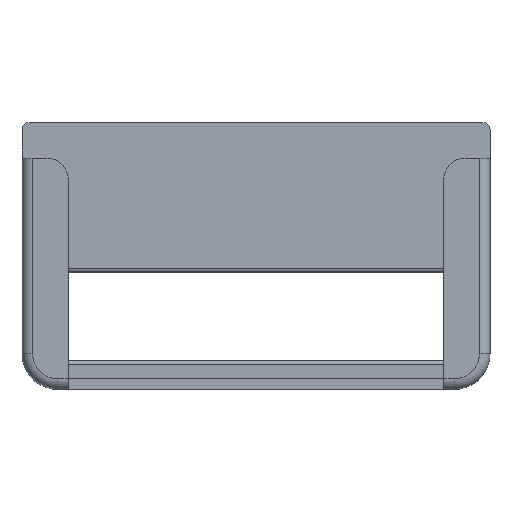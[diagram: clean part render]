
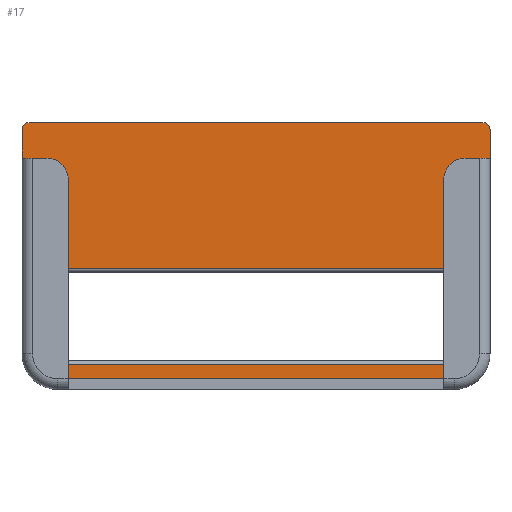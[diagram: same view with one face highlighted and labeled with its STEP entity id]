
A CAD part, front view. The second image highlights one B-rep face of the part: STEP entity #17.
In plain terms, the highlighted planar face has unit normal (0, -1, 0).
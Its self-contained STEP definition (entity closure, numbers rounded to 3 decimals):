
#17 = ADVANCED_FACE('',(#18,#88),#190,.T.);
#18 = FACE_BOUND('',#19,.T.);
#19 = EDGE_LOOP('',(#20,#31,#39,#48,#56,#65,#73,#82));
#20 = ORIENTED_EDGE('',*,*,#21,.T.);
#21 = EDGE_CURVE('',#22,#24,#26,.T.);
#22 = VERTEX_POINT('',#23);
#23 = CARTESIAN_POINT('',(115.5,0.,31.));
#24 = VERTEX_POINT('',#25);
#25 = CARTESIAN_POINT('',(121.5,0.,25.));
#26 = CIRCLE('',#27,6.);
#27 = AXIS2_PLACEMENT_3D('',#28,#29,#30);
#28 = CARTESIAN_POINT('',(115.5,0.,25.));
#29 = DIRECTION('',(0.,1.,0.));
#30 = DIRECTION('',(0.,0.,1.));
#31 = ORIENTED_EDGE('',*,*,#32,.T.);
#32 = EDGE_CURVE('',#24,#33,#35,.T.);
#33 = VERTEX_POINT('',#34);
#34 = CARTESIAN_POINT('',(121.5,0.,10.));
#35 = LINE('',#36,#37);
#36 = CARTESIAN_POINT('',(121.5,0.,25.));
#37 = VECTOR('',#38,1.);
#38 = DIRECTION('',(0.,0.,-1.));
#39 = ORIENTED_EDGE('',*,*,#40,.T.);
#40 = EDGE_CURVE('',#33,#41,#43,.T.);
#41 = VERTEX_POINT('',#42);
#42 = CARTESIAN_POINT('',(115.5,0.,4.));
#43 = CIRCLE('',#44,6.);
#44 = AXIS2_PLACEMENT_3D('',#45,#46,#47);
#45 = CARTESIAN_POINT('',(115.5,0.,10.));
#46 = DIRECTION('',(0.,1.,0.));
#47 = DIRECTION('',(1.,0.,0.));
#48 = ORIENTED_EDGE('',*,*,#49,.T.);
#49 = EDGE_CURVE('',#41,#50,#52,.T.);
#50 = VERTEX_POINT('',#51);
#51 = CARTESIAN_POINT('',(10.,0.,4.));
#52 = LINE('',#53,#54);
#53 = CARTESIAN_POINT('',(115.5,0.,4.));
#54 = VECTOR('',#55,1.);
#55 = DIRECTION('',(-1.,-0.,0.));
#56 = ORIENTED_EDGE('',*,*,#57,.T.);
#57 = EDGE_CURVE('',#50,#58,#60,.T.);
#58 = VERTEX_POINT('',#59);
#59 = CARTESIAN_POINT('',(4.,0.,10.));
#60 = CIRCLE('',#61,6.);
#61 = AXIS2_PLACEMENT_3D('',#62,#63,#64);
#62 = CARTESIAN_POINT('',(10.,0.,10.));
#63 = DIRECTION('',(0.,1.,0.));
#64 = DIRECTION('',(0.,0.,-1.));
#65 = ORIENTED_EDGE('',*,*,#66,.T.);
#66 = EDGE_CURVE('',#58,#67,#69,.T.);
#67 = VERTEX_POINT('',#68);
#68 = CARTESIAN_POINT('',(4.,0.,25.));
#69 = LINE('',#70,#71);
#70 = CARTESIAN_POINT('',(4.,0.,10.));
#71 = VECTOR('',#72,1.);
#72 = DIRECTION('',(0.,0.,1.));
#73 = ORIENTED_EDGE('',*,*,#74,.T.);
#74 = EDGE_CURVE('',#67,#75,#77,.T.);
#75 = VERTEX_POINT('',#76);
#76 = CARTESIAN_POINT('',(10.,0.,31.));
#77 = CIRCLE('',#78,6.);
#78 = AXIS2_PLACEMENT_3D('',#79,#80,#81);
#79 = CARTESIAN_POINT('',(10.,0.,25.));
#80 = DIRECTION('',(0.,1.,0.));
#81 = DIRECTION('',(-1.,0.,0.));
#82 = ORIENTED_EDGE('',*,*,#83,.T.);
#83 = EDGE_CURVE('',#75,#22,#84,.T.);
#84 = LINE('',#85,#86);
#85 = CARTESIAN_POINT('',(10.,0.,31.));
#86 = VECTOR('',#87,1.);
#87 = DIRECTION('',(1.,0.,0.));
#88 = FACE_BOUND('',#89,.T.);
#89 = EDGE_LOOP('',(#90,#100,#108,#116,#125,#133,#142,#150,#158,#166,
    #175,#183));
#90 = ORIENTED_EDGE('',*,*,#91,.F.);
#91 = EDGE_CURVE('',#92,#94,#96,.T.);
#92 = VERTEX_POINT('',#93);
#93 = CARTESIAN_POINT('',(-3.,0.,62.));
#94 = VERTEX_POINT('',#95);
#95 = CARTESIAN_POINT('',(-3.,0.,70.));
#96 = LINE('',#97,#98);
#97 = CARTESIAN_POINT('',(-3.,0.,49.355));
#98 = VECTOR('',#99,1.);
#99 = DIRECTION('',(0.,0.,1.));
#100 = ORIENTED_EDGE('',*,*,#101,.T.);
#101 = EDGE_CURVE('',#92,#102,#104,.T.);
#102 = VERTEX_POINT('',#103);
#103 = CARTESIAN_POINT('',(0.,0.,62.));
#104 = LINE('',#105,#106);
#105 = CARTESIAN_POINT('',(-3.,0.,62.));
#106 = VECTOR('',#107,1.);
#107 = DIRECTION('',(1.,0.,0.));
#108 = ORIENTED_EDGE('',*,*,#109,.T.);
#109 = EDGE_CURVE('',#102,#110,#112,.T.);
#110 = VERTEX_POINT('',#111);
#111 = CARTESIAN_POINT('',(0.,0.,7.));
#112 = LINE('',#113,#114);
#113 = CARTESIAN_POINT('',(0.,0.,62.));
#114 = VECTOR('',#115,1.);
#115 = DIRECTION('',(0.,0.,-1.));
#116 = ORIENTED_EDGE('',*,*,#117,.T.);
#117 = EDGE_CURVE('',#110,#118,#120,.T.);
#118 = VERTEX_POINT('',#119);
#119 = CARTESIAN_POINT('',(7.,0.,0.));
#120 = CIRCLE('',#121,7.);
#121 = AXIS2_PLACEMENT_3D('',#122,#123,#124);
#122 = CARTESIAN_POINT('',(7.,0.,7.));
#123 = DIRECTION('',(0.,-1.,0.));
#124 = DIRECTION('',(1.,0.,0.));
#125 = ORIENTED_EDGE('',*,*,#126,.T.);
#126 = EDGE_CURVE('',#118,#127,#129,.T.);
#127 = VERTEX_POINT('',#128);
#128 = CARTESIAN_POINT('',(118.5,0.,0.));
#129 = LINE('',#130,#131);
#130 = CARTESIAN_POINT('',(7.,0.,0.));
#131 = VECTOR('',#132,1.);
#132 = DIRECTION('',(1.,0.,0.));
#133 = ORIENTED_EDGE('',*,*,#134,.T.);
#134 = EDGE_CURVE('',#127,#135,#137,.T.);
#135 = VERTEX_POINT('',#136);
#136 = CARTESIAN_POINT('',(125.5,0.,7.));
#137 = CIRCLE('',#138,7.);
#138 = AXIS2_PLACEMENT_3D('',#139,#140,#141);
#139 = CARTESIAN_POINT('',(118.5,0.,7.));
#140 = DIRECTION('',(0.,-1.,0.));
#141 = DIRECTION('',(1.,0.,0.));
#142 = ORIENTED_EDGE('',*,*,#143,.T.);
#143 = EDGE_CURVE('',#135,#144,#146,.T.);
#144 = VERTEX_POINT('',#145);
#145 = CARTESIAN_POINT('',(125.5,0.,62.));
#146 = LINE('',#147,#148);
#147 = CARTESIAN_POINT('',(125.5,0.,7.));
#148 = VECTOR('',#149,1.);
#149 = DIRECTION('',(0.,0.,1.));
#150 = ORIENTED_EDGE('',*,*,#151,.T.);
#151 = EDGE_CURVE('',#144,#152,#154,.T.);
#152 = VERTEX_POINT('',#153);
#153 = CARTESIAN_POINT('',(128.5,0.,62.));
#154 = LINE('',#155,#156);
#155 = CARTESIAN_POINT('',(-3.,0.,62.));
#156 = VECTOR('',#157,1.);
#157 = DIRECTION('',(1.,0.,0.));
#158 = ORIENTED_EDGE('',*,*,#159,.F.);
#159 = EDGE_CURVE('',#160,#152,#162,.T.);
#160 = VERTEX_POINT('',#161);
#161 = CARTESIAN_POINT('',(128.5,0.,70.));
#162 = LINE('',#163,#164);
#163 = CARTESIAN_POINT('',(128.5,0.,54.355));
#164 = VECTOR('',#165,1.);
#165 = DIRECTION('',(0.,0.,-1.));
#166 = ORIENTED_EDGE('',*,*,#167,.T.);
#167 = EDGE_CURVE('',#160,#168,#170,.T.);
#168 = VERTEX_POINT('',#169);
#169 = CARTESIAN_POINT('',(126.5,0.,72.));
#170 = CIRCLE('',#171,2.);
#171 = AXIS2_PLACEMENT_3D('',#172,#173,#174);
#172 = CARTESIAN_POINT('',(126.5,0.,70.));
#173 = DIRECTION('',(0.,-1.,0.));
#174 = DIRECTION('',(0.,0.,-1.));
#175 = ORIENTED_EDGE('',*,*,#176,.F.);
#176 = EDGE_CURVE('',#177,#168,#179,.T.);
#177 = VERTEX_POINT('',#178);
#178 = CARTESIAN_POINT('',(-1.,0.,72.));
#179 = LINE('',#180,#181);
#180 = CARTESIAN_POINT('',(29.875,0.,72.));
#181 = VECTOR('',#182,1.);
#182 = DIRECTION('',(1.,0.,0.));
#183 = ORIENTED_EDGE('',*,*,#184,.T.);
#184 = EDGE_CURVE('',#177,#94,#185,.T.);
#185 = CIRCLE('',#186,2.);
#186 = AXIS2_PLACEMENT_3D('',#187,#188,#189);
#187 = CARTESIAN_POINT('',(-1.,0.,70.));
#188 = DIRECTION('',(0.,-1.,0.));
#189 = DIRECTION('',(0.,0.,-1.));
#190 = PLANE('',#191);
#191 = AXIS2_PLACEMENT_3D('',#192,#193,#194);
#192 = CARTESIAN_POINT('',(62.75,0.,37.512));
#193 = DIRECTION('',(0.,-1.,0.));
#194 = DIRECTION('',(0.,0.,1.));
